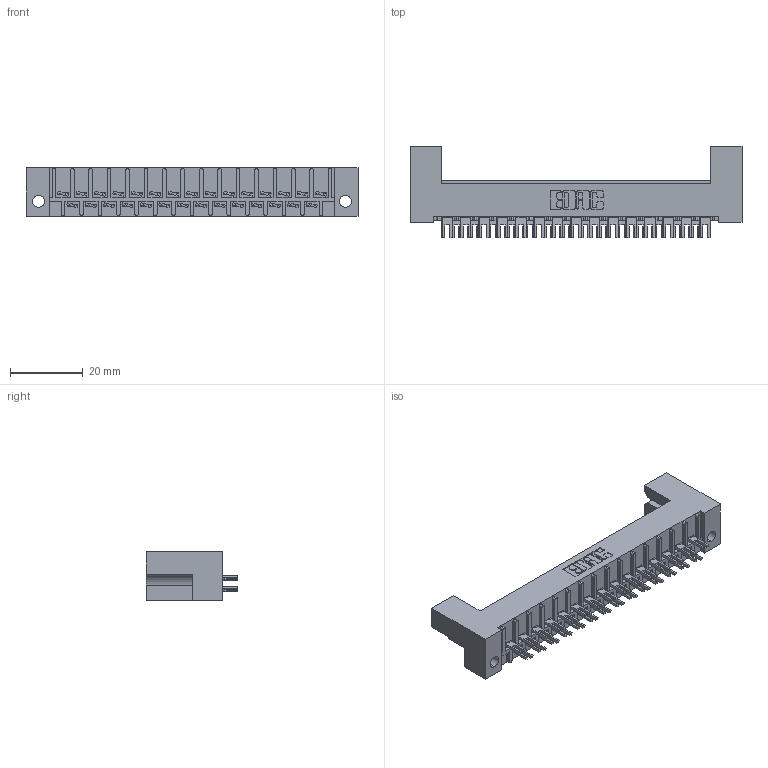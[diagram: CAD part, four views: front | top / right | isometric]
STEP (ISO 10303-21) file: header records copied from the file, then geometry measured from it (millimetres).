
FILE_DESCRIPTION (( 'STEP AP203' ), '1' );
FILE_NAME ('408-029-502-212.STEP', '2019-11-04T18:55:04', ( '' ), ( '' ), 'SwSTEP 2.0', 'SolidWorks 2016', '' );
FILE_SCHEMA (( 'CONFIG_CONTROL_DESIGN' ));
Length unit declared in the file: inch
Products named in the file (3): 408-029-502-212; 408 Part_029 - 2; 408-290-001_408-290-102
Assembly tree (30 placements, depth 2):
  408-029-502-212
    408 Part_029 - 2
    408-290-001_408-290-102  x29
Bounding box: 91.59 x 25.3 x 13.49 mm (x, y, z)
Volume: 11695.8 mm3; surface area: 13475.9 mm2
Topology: 30 solids, 30 shells, 1676 faces, 4594 edges, 2984 vertices
Faces by surface type: plane 1278, cylinder 282, bspline 116
Entity records: 23297 total; most frequent: CARTESIAN_POINT 4023, ORIENTED_EDGE 3924, DIRECTION 3576, EDGE_CURVE 1962, VECTOR 1734, LINE 1734, VERTEX_POINT 1304, AXIS2_PLACEMENT_3D 921
